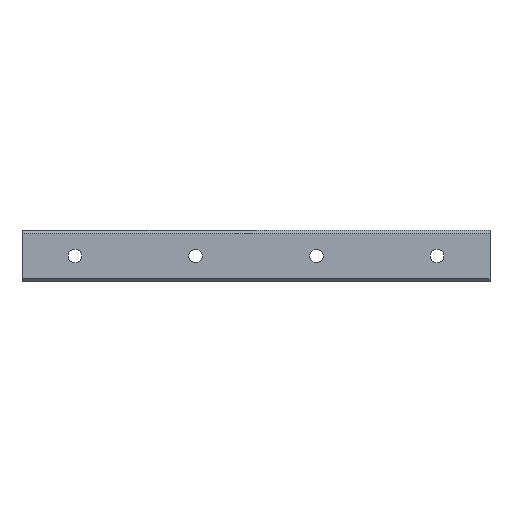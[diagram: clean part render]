
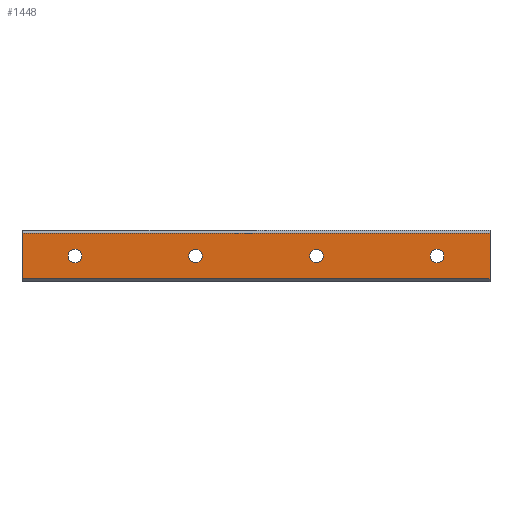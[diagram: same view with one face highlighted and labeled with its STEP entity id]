
A CAD part, front view. The second image highlights one B-rep face of the part: STEP entity #1448.
In plain terms, the highlighted planar face has unit normal (0, -1, 0).
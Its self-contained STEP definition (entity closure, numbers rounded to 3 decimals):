
#1 = DIRECTION ( 'NONE',  ( 0., -1., 0. ) ) ;
#38 = CIRCLE ( 'NONE', #237, 4.5 ) ;
#67 = AXIS2_PLACEMENT_3D ( 'NONE', #961, #1, #462 ) ;
#69 = ORIENTED_EDGE ( 'NONE', *, *, #560, .F. ) ;
#70 = CARTESIAN_POINT ( 'NONE',  ( 275., 0., 14.95 ) ) ;
#77 = EDGE_CURVE ( 'NONE', #662, #962, #469, .T. ) ;
#93 = AXIS2_PLACEMENT_3D ( 'NONE', #145, #841, #115 ) ;
#94 = EDGE_LOOP ( 'NONE', ( #315, #581 ) ) ;
#108 = DIRECTION ( 'NONE',  ( 0., 1., 0. ) ) ;
#110 = EDGE_CURVE ( 'NONE', #297, #1428, #1082, .T. ) ;
#111 = DIRECTION ( 'NONE',  ( 0., 0., -1. ) ) ;
#115 = DIRECTION ( 'NONE',  ( 0., 0., 1. ) ) ;
#116 = CARTESIAN_POINT ( 'NONE',  ( 275., 0., -14.95 ) ) ;
#118 = EDGE_LOOP ( 'NONE', ( #341, #265 ) ) ;
#142 = CIRCLE ( 'NONE', #995, 4.5 ) ;
#145 = CARTESIAN_POINT ( 'NONE',  ( 0., 0., 0. ) ) ;
#156 = CARTESIAN_POINT ( 'NONE',  ( 0., 0., -4.5 ) ) ;
#158 = VERTEX_POINT ( 'NONE', #226 ) ;
#171 = EDGE_CURVE ( 'NONE', #1428, #965, #717, .T. ) ;
#197 = FACE_BOUND ( 'NONE', #1378, .T. ) ;
#226 = CARTESIAN_POINT ( 'NONE',  ( 240., 0., -4.5 ) ) ;
#237 = AXIS2_PLACEMENT_3D ( 'NONE', #593, #1058, #1523 ) ;
#265 = ORIENTED_EDGE ( 'NONE', *, *, #800, .F. ) ;
#267 = CIRCLE ( 'NONE', #1360, 4.5 ) ;
#272 = ORIENTED_EDGE ( 'NONE', *, *, #1180, .F. ) ;
#297 = VERTEX_POINT ( 'NONE', #530 ) ;
#308 = FACE_BOUND ( 'NONE', #94, .T. ) ;
#315 = ORIENTED_EDGE ( 'NONE', *, *, #849, .F. ) ;
#319 = DIRECTION ( 'NONE',  ( 0., 0., 1. ) ) ;
#323 = LINE ( 'NONE', #802, #1468 ) ;
#341 = ORIENTED_EDGE ( 'NONE', *, *, #1033, .F. ) ;
#408 = VECTOR ( 'NONE', #710, 1000. ) ;
#430 = CARTESIAN_POINT ( 'NONE',  ( 160., 0., -4.5 ) ) ;
#444 = DIRECTION ( 'NONE',  ( 0., -1., 0. ) ) ;
#447 = DIRECTION ( 'NONE',  ( 0., 0., 1. ) ) ;
#457 = CIRCLE ( 'NONE', #1046, 4.5 ) ;
#462 = DIRECTION ( 'NONE',  ( 0., 0., 1. ) ) ;
#469 = CIRCLE ( 'NONE', #67, 4.5 ) ;
#470 = VERTEX_POINT ( 'NONE', #623 ) ;
#472 = DIRECTION ( 'NONE',  ( 0., 0., 1. ) ) ;
#502 = CARTESIAN_POINT ( 'NONE',  ( 80., 0., -4.5 ) ) ;
#530 = CARTESIAN_POINT ( 'NONE',  ( -35., 0., 14.95 ) ) ;
#558 = DIRECTION ( 'NONE',  ( 0., 0., 1. ) ) ;
#560 = EDGE_CURVE ( 'NONE', #870, #297, #780, .T. ) ;
#581 = ORIENTED_EDGE ( 'NONE', *, *, #1398, .F. ) ;
#593 = CARTESIAN_POINT ( 'NONE',  ( 240., 0., 0. ) ) ;
#609 = CARTESIAN_POINT ( 'NONE',  ( 0., 0., 4.5 ) ) ;
#623 = CARTESIAN_POINT ( 'NONE',  ( 80., 0., 4.5 ) ) ;
#662 = VERTEX_POINT ( 'NONE', #430 ) ;
#663 = FACE_BOUND ( 'NONE', #1526, .T. ) ;
#666 = CARTESIAN_POINT ( 'NONE',  ( 160., 0., 0. ) ) ;
#671 = DIRECTION ( 'NONE',  ( 0., 0., 1. ) ) ;
#680 = PLANE ( 'NONE',  #728 ) ;
#683 = ORIENTED_EDGE ( 'NONE', *, *, #171, .F. ) ;
#705 = CIRCLE ( 'NONE', #727, 4.5 ) ;
#710 = DIRECTION ( 'NONE',  ( 1., 0., 0. ) ) ;
#714 = CARTESIAN_POINT ( 'NONE',  ( 240., 0., 4.5 ) ) ;
#717 = LINE ( 'NONE', #1186, #1272 ) ;
#719 = DIRECTION ( 'NONE',  ( 0., 0., 1. ) ) ;
#722 = EDGE_CURVE ( 'NONE', #886, #158, #38, .T. ) ;
#727 = AXIS2_PLACEMENT_3D ( 'NONE', #1052, #1528, #472 ) ;
#728 = AXIS2_PLACEMENT_3D ( 'NONE', #900, #108, #558 ) ;
#775 = FACE_BOUND ( 'NONE', #118, .T. ) ;
#780 = LINE ( 'NONE', #1358, #1310 ) ;
#800 = EDGE_CURVE ( 'NONE', #1057, #1139, #999, .T. ) ;
#802 = CARTESIAN_POINT ( 'NONE',  ( 275., 0., -14.95 ) ) ;
#809 = ORIENTED_EDGE ( 'NONE', *, *, #722, .F. ) ;
#828 = CARTESIAN_POINT ( 'NONE',  ( 80., 0., 0. ) ) ;
#841 = DIRECTION ( 'NONE',  ( 0., -1., 0. ) ) ;
#849 = EDGE_CURVE ( 'NONE', #470, #1175, #960, .T. ) ;
#870 = VERTEX_POINT ( 'NONE', #1307 ) ;
#885 = DIRECTION ( 'NONE',  ( 0., 0., 1. ) ) ;
#886 = VERTEX_POINT ( 'NONE', #714 ) ;
#900 = CARTESIAN_POINT ( 'NONE',  ( 275., 0., 14.95 ) ) ;
#901 = EDGE_CURVE ( 'NONE', #965, #870, #323, .T. ) ;
#941 = CARTESIAN_POINT ( 'NONE',  ( 160., 0., 4.5 ) ) ;
#945 = ORIENTED_EDGE ( 'NONE', *, *, #1279, .F. ) ;
#960 = CIRCLE ( 'NONE', #1081, 4.5 ) ;
#961 = CARTESIAN_POINT ( 'NONE',  ( 160., 0., 0. ) ) ;
#962 = VERTEX_POINT ( 'NONE', #941 ) ;
#965 = VERTEX_POINT ( 'NONE', #116 ) ;
#995 = AXIS2_PLACEMENT_3D ( 'NONE', #666, #444, #319 ) ;
#999 = CIRCLE ( 'NONE', #93, 4.5 ) ;
#1020 = ORIENTED_EDGE ( 'NONE', *, *, #77, .F. ) ;
#1033 = EDGE_CURVE ( 'NONE', #1139, #1057, #705, .T. ) ;
#1041 = DIRECTION ( 'NONE',  ( 0., -1., 0. ) ) ;
#1046 = AXIS2_PLACEMENT_3D ( 'NONE', #1205, #1450, #885 ) ;
#1052 = CARTESIAN_POINT ( 'NONE',  ( 0., 0., 0. ) ) ;
#1057 = VERTEX_POINT ( 'NONE', #156 ) ;
#1058 = DIRECTION ( 'NONE',  ( 0., -1., 0. ) ) ;
#1081 = AXIS2_PLACEMENT_3D ( 'NONE', #828, #1301, #719 ) ;
#1082 = LINE ( 'NONE', #1405, #408 ) ;
#1107 = EDGE_LOOP ( 'NONE', ( #1267, #683, #1505, #69 ) ) ;
#1139 = VERTEX_POINT ( 'NONE', #609 ) ;
#1153 = DIRECTION ( 'NONE',  ( -1., 0., 0. ) ) ;
#1175 = VERTEX_POINT ( 'NONE', #502 ) ;
#1180 = EDGE_CURVE ( 'NONE', #158, #886, #457, .T. ) ;
#1186 = CARTESIAN_POINT ( 'NONE',  ( 275., 0., 14.95 ) ) ;
#1205 = CARTESIAN_POINT ( 'NONE',  ( 240., 0., 0. ) ) ;
#1267 = ORIENTED_EDGE ( 'NONE', *, *, #901, .F. ) ;
#1272 = VECTOR ( 'NONE', #111, 1000. ) ;
#1279 = EDGE_CURVE ( 'NONE', #962, #662, #142, .T. ) ;
#1301 = DIRECTION ( 'NONE',  ( 0., -1., 0. ) ) ;
#1307 = CARTESIAN_POINT ( 'NONE',  ( -35., 0., -14.95 ) ) ;
#1310 = VECTOR ( 'NONE', #447, 1000. ) ;
#1358 = CARTESIAN_POINT ( 'NONE',  ( -35., 0., 14.95 ) ) ;
#1360 = AXIS2_PLACEMENT_3D ( 'NONE', #1380, #1041, #671 ) ;
#1378 = EDGE_LOOP ( 'NONE', ( #809, #272 ) ) ;
#1380 = CARTESIAN_POINT ( 'NONE',  ( 80., 0., 0. ) ) ;
#1398 = EDGE_CURVE ( 'NONE', #1175, #470, #267, .T. ) ;
#1405 = CARTESIAN_POINT ( 'NONE',  ( 275., 0., 14.95 ) ) ;
#1428 = VERTEX_POINT ( 'NONE', #70 ) ;
#1448 = ADVANCED_FACE ( 'NONE', ( #1480, #775, #197, #663, #308 ), #680, .F. ) ;
#1450 = DIRECTION ( 'NONE',  ( 0., -1., 0. ) ) ;
#1468 = VECTOR ( 'NONE', #1153, 1000. ) ;
#1480 = FACE_OUTER_BOUND ( 'NONE', #1107, .T. ) ;
#1505 = ORIENTED_EDGE ( 'NONE', *, *, #110, .F. ) ;
#1523 = DIRECTION ( 'NONE',  ( 0., 0., 1. ) ) ;
#1526 = EDGE_LOOP ( 'NONE', ( #945, #1020 ) ) ;
#1528 = DIRECTION ( 'NONE',  ( 0., -1., 0. ) ) ;
